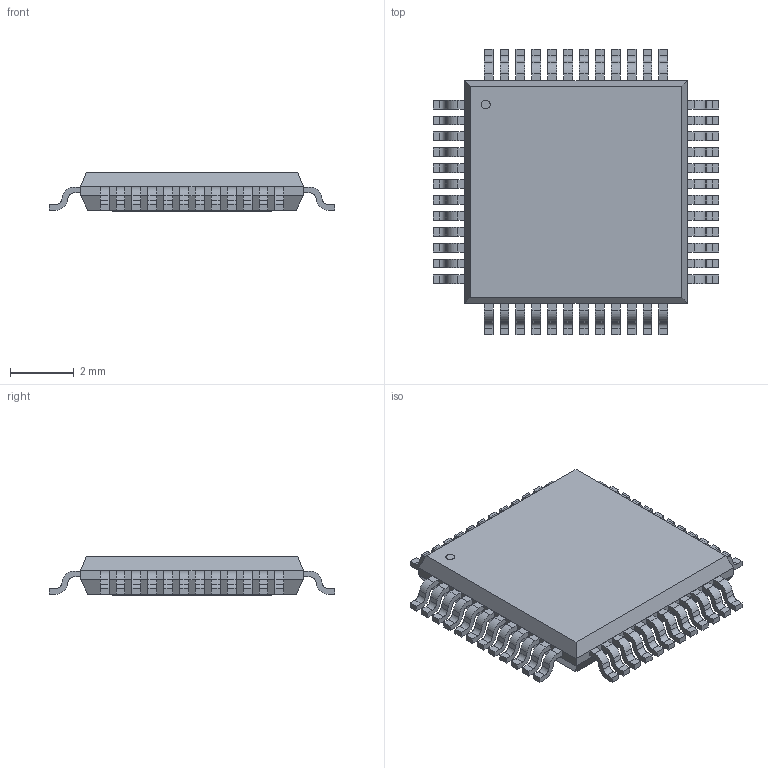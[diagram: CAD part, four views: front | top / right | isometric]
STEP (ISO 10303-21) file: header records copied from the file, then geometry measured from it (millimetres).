
FILE_DESCRIPTION(('STEP AP214'),'1');
FILE_NAME('eTQFP48_9x9_TRI','2024-01-23T08:31:18',(''),(''),'','','');
FILE_SCHEMA(('AUTOMOTIVE_DESIGN'));
Length unit declared in the file: millimetre
Products named in the file (1): product
Bounding box: 8.99 x 8.99 x 1.25 mm (x, y, z)
Volume: 60.5 mm3; surface area: 235.3 mm2
Topology: 51 solids, 51 shells, 695 faces, 1771 edges, 1178 vertices
Faces by surface type: plane 502, cylinder 193
Full cylindrical faces by diameter (mm): 0.28 x1
Entity records: 20093 total; most frequent: DIRECTION 3550, ORIENTED_EDGE 3540, CARTESIAN_POINT 2069, EDGE_CURVE 1770, LINE 1384, VECTOR 1384, VERTEX_POINT 1178, AXIS2_PLACEMENT_3D 1083
